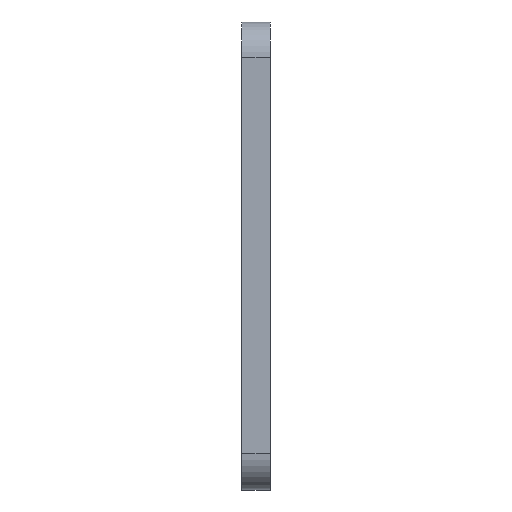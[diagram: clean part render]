
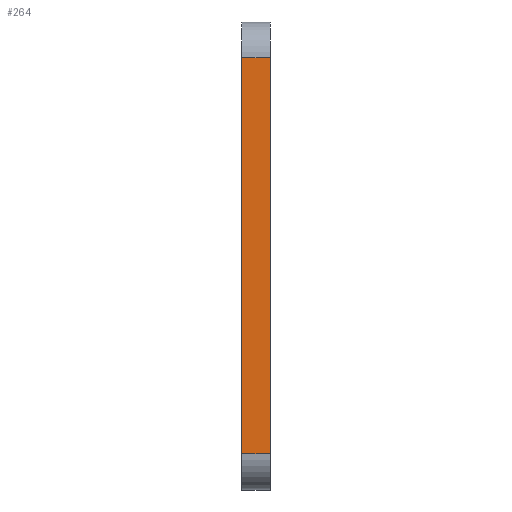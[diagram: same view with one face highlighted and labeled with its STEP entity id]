
A CAD part, left-side view. The second image highlights one B-rep face of the part: STEP entity #264.
In plain terms, the highlighted planar face has unit normal (-1, 0, 0).
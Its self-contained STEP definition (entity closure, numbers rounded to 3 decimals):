
#22 = DIRECTION ( 'NONE',  ( 0., -1., 0. ) ) ;
#57 = VERTEX_POINT ( 'NONE', #293 ) ;
#59 = DIRECTION ( 'NONE',  ( 1., 0., 0. ) ) ;
#69 = CARTESIAN_POINT ( 'NONE',  ( -32.5, 4., -27.5 ) ) ;
#86 = CARTESIAN_POINT ( 'NONE',  ( -32.5, 4., -27.5 ) ) ;
#98 = CARTESIAN_POINT ( 'NONE',  ( -32.5, 0., 27.5 ) ) ;
#136 = CARTESIAN_POINT ( 'NONE',  ( -32.5, 4., 32.5 ) ) ;
#141 = VERTEX_POINT ( 'NONE', #554 ) ;
#179 = ORIENTED_EDGE ( 'NONE', *, *, #427, .T. ) ;
#199 = ORIENTED_EDGE ( 'NONE', *, *, #583, .F. ) ;
#239 = PLANE ( 'NONE',  #495 ) ;
#260 = CARTESIAN_POINT ( 'NONE',  ( -32.5, 0., 32.5 ) ) ;
#264 = ADVANCED_FACE ( 'NONE', ( #578 ), #239, .F. ) ;
#281 = ORIENTED_EDGE ( 'NONE', *, *, #464, .T. ) ;
#293 = CARTESIAN_POINT ( 'NONE',  ( -32.5, 4., 27.5 ) ) ;
#310 = EDGE_CURVE ( 'NONE', #776, #57, #640, .T. ) ;
#372 = DIRECTION ( 'NONE',  ( 0., 0., -1. ) ) ;
#394 = DIRECTION ( 'NONE',  ( 0., 0., 1. ) ) ;
#427 = EDGE_CURVE ( 'NONE', #141, #776, #855, .T. ) ;
#433 = VERTEX_POINT ( 'NONE', #69 ) ;
#458 = ORIENTED_EDGE ( 'NONE', *, *, #310, .T. ) ;
#462 = EDGE_LOOP ( 'NONE', ( #199, #281, #179, #458 ) ) ;
#464 = EDGE_CURVE ( 'NONE', #433, #141, #679, .T. ) ;
#495 = AXIS2_PLACEMENT_3D ( 'NONE', #638, #59, #372 ) ;
#503 = DIRECTION ( 'NONE',  ( 0., 1., 0. ) ) ;
#514 = LINE ( 'NONE', #136, #585 ) ;
#554 = CARTESIAN_POINT ( 'NONE',  ( -32.5, 0., -27.5 ) ) ;
#578 = FACE_OUTER_BOUND ( 'NONE', #462, .T. ) ;
#583 = EDGE_CURVE ( 'NONE', #433, #57, #514, .T. ) ;
#585 = VECTOR ( 'NONE', #786, 1000. ) ;
#638 = CARTESIAN_POINT ( 'NONE',  ( -32.5, 4., 32.5 ) ) ;
#640 = LINE ( 'NONE', #643, #744 ) ;
#643 = CARTESIAN_POINT ( 'NONE',  ( -32.5, 4., 27.5 ) ) ;
#668 = VECTOR ( 'NONE', #394, 1000. ) ;
#679 = LINE ( 'NONE', #86, #727 ) ;
#727 = VECTOR ( 'NONE', #22, 1000. ) ;
#744 = VECTOR ( 'NONE', #503, 1000. ) ;
#776 = VERTEX_POINT ( 'NONE', #98 ) ;
#786 = DIRECTION ( 'NONE',  ( 0., 0., 1. ) ) ;
#855 = LINE ( 'NONE', #260, #668 ) ;
